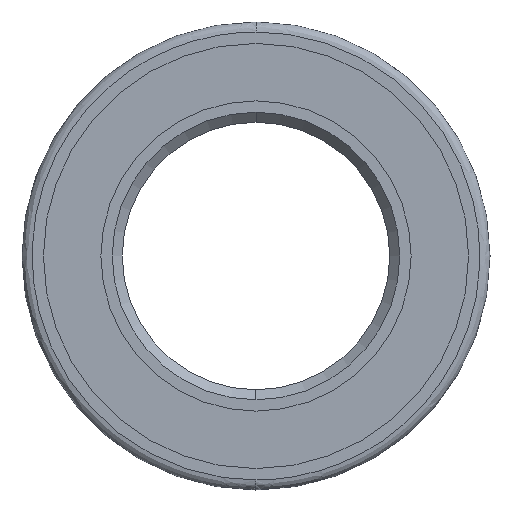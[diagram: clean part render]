
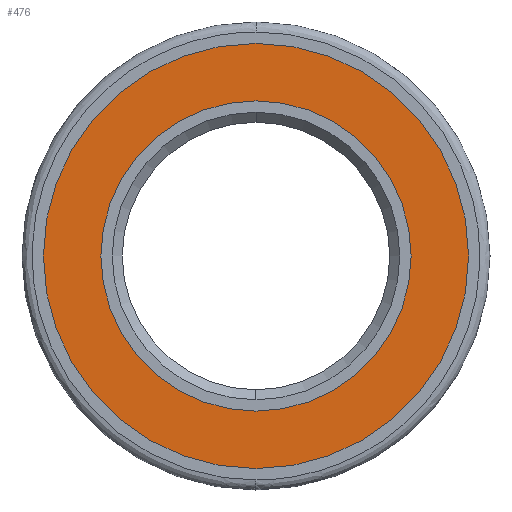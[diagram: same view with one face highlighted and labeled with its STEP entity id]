
A CAD part, left-side view. The second image highlights one B-rep face of the part: STEP entity #476.
In plain terms, the highlighted planar face has unit normal (-1, 0, 0).
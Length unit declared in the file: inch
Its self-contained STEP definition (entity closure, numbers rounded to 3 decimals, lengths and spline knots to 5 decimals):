
#7 = CIRCLE ( 'NONE', #471, 0.29 ) ;
#15 = CARTESIAN_POINT ( 'NONE',  ( -0.12256, 0., 0. ) ) ;
#16 = EDGE_CURVE ( 'NONE', #390, #183, #397, .T. ) ;
#28 = FACE_BOUND ( 'NONE', #426, .T. ) ;
#29 = DIRECTION ( 'NONE',  ( -1., 0., 0. ) ) ;
#37 = CARTESIAN_POINT ( 'NONE',  ( -0.12256, 0., 0.3975 ) ) ;
#52 = ORIENTED_EDGE ( 'NONE', *, *, #130, .T. ) ;
#82 = DIRECTION ( 'NONE',  ( 0., 0., 1. ) ) ;
#90 = CIRCLE ( 'NONE', #608, 0.29 ) ;
#130 = EDGE_CURVE ( 'NONE', #183, #390, #773, .T. ) ;
#138 = DIRECTION ( 'NONE',  ( -1., 0., 0. ) ) ;
#166 = CARTESIAN_POINT ( 'NONE',  ( -0.12256, 0.29, 0. ) ) ;
#183 = VERTEX_POINT ( 'NONE', #37 ) ;
#202 = CARTESIAN_POINT ( 'NONE',  ( -0.12256, 0., 0. ) ) ;
#217 = CARTESIAN_POINT ( 'NONE',  ( -0.12256, 0., -0.3975 ) ) ;
#223 = AXIS2_PLACEMENT_3D ( 'NONE', #443, #682, #484 ) ;
#253 = ORIENTED_EDGE ( 'NONE', *, *, #606, .F. ) ;
#256 = DIRECTION ( 'NONE',  ( -1., 0., 0. ) ) ;
#262 = DIRECTION ( 'NONE',  ( 0., 0., 1. ) ) ;
#272 = PLANE ( 'NONE',  #356 ) ;
#356 = AXIS2_PLACEMENT_3D ( 'NONE', #166, #405, #741 ) ;
#390 = VERTEX_POINT ( 'NONE', #217 ) ;
#394 = VERTEX_POINT ( 'NONE', #705 ) ;
#397 = CIRCLE ( 'NONE', #223, 0.3975 ) ;
#405 = DIRECTION ( 'NONE',  ( 1., 0., 0. ) ) ;
#426 = EDGE_LOOP ( 'NONE', ( #253, #780 ) ) ;
#443 = CARTESIAN_POINT ( 'NONE',  ( -0.12256, 0., 0. ) ) ;
#445 = DIRECTION ( 'NONE',  ( 0., 0., 1. ) ) ;
#464 = FACE_OUTER_BOUND ( 'NONE', #680, .T. ) ;
#471 = AXIS2_PLACEMENT_3D ( 'NONE', #202, #29, #262 ) ;
#476 = ADVANCED_FACE ( 'NONE', ( #464, #28 ), #272, .F. ) ;
#484 = DIRECTION ( 'NONE',  ( 0., 0., 1. ) ) ;
#509 = CARTESIAN_POINT ( 'NONE',  ( -0.12256, 0., 0. ) ) ;
#527 = EDGE_CURVE ( 'NONE', #568, #394, #7, .T. ) ;
#568 = VERTEX_POINT ( 'NONE', #688 ) ;
#573 = ORIENTED_EDGE ( 'NONE', *, *, #16, .T. ) ;
#606 = EDGE_CURVE ( 'NONE', #394, #568, #90, .T. ) ;
#608 = AXIS2_PLACEMENT_3D ( 'NONE', #509, #138, #445 ) ;
#680 = EDGE_LOOP ( 'NONE', ( #52, #573 ) ) ;
#682 = DIRECTION ( 'NONE',  ( -1., 0., 0. ) ) ;
#688 = CARTESIAN_POINT ( 'NONE',  ( -0.12256, 0., -0.29 ) ) ;
#705 = CARTESIAN_POINT ( 'NONE',  ( -0.12256, 0., 0.29 ) ) ;
#741 = DIRECTION ( 'NONE',  ( 0., 0., -1. ) ) ;
#762 = AXIS2_PLACEMENT_3D ( 'NONE', #15, #256, #82 ) ;
#773 = CIRCLE ( 'NONE', #762, 0.3975 ) ;
#780 = ORIENTED_EDGE ( 'NONE', *, *, #527, .F. ) ;
